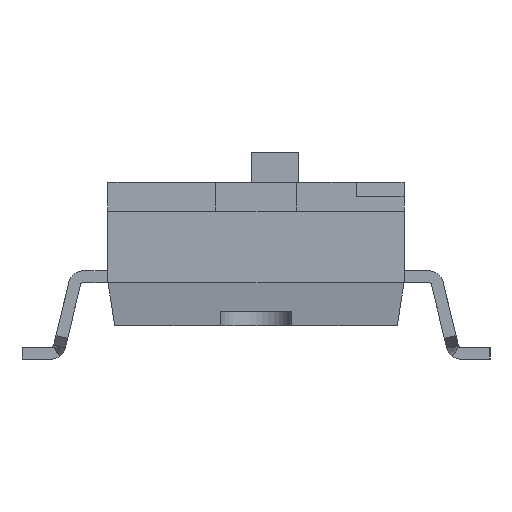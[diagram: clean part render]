
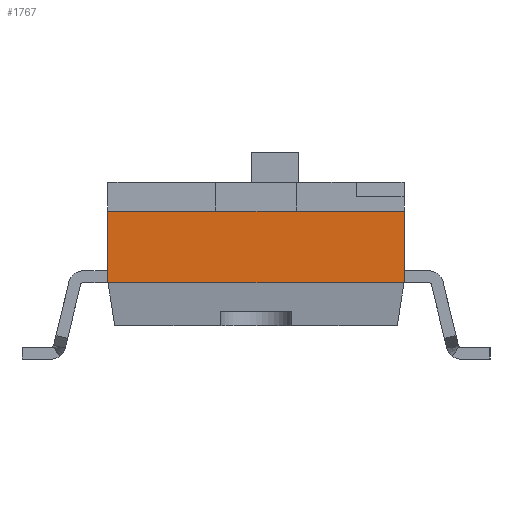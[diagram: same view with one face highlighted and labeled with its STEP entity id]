
A CAD part, left-side view. The second image highlights one B-rep face of the part: STEP entity #1767.
In plain terms, the highlighted planar face has unit normal (-1, 0, 0).
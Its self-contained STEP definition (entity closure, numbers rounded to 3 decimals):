
#1767 = ADVANCED_FACE( '', ( #3502 ), #3503, .T. );
#3502 = FACE_OUTER_BOUND( '', #5406, .T. );
#3503 = PLANE( '', #5407 );
#5406 = EDGE_LOOP( '', ( #9916, #9917, #9918, #9919 ) );
#5407 = AXIS2_PLACEMENT_3D( '', #9920, #9921, #9922 );
#9916 = ORIENTED_EDGE( '', *, *, #13391, .F. );
#9917 = ORIENTED_EDGE( '', *, *, #14105, .F. );
#9918 = ORIENTED_EDGE( '', *, *, #14106, .T. );
#9919 = ORIENTED_EDGE( '', *, *, #13784, .F. );
#9920 = CARTESIAN_POINT( '', ( -11.9, 3.1, -2.4 ) );
#9921 = DIRECTION( '', ( -1., 0., 0. ) );
#9922 = DIRECTION( '', ( 0., 0., 1. ) );
#13391 = EDGE_CURVE( '', #16430, #16432, #16433, .T. );
#13784 = EDGE_CURVE( '', #16432, #16998, #16999, .T. );
#14105 = EDGE_CURVE( '', #16598, #16430, #17428, .T. );
#14106 = EDGE_CURVE( '', #16598, #16998, #17429, .T. );
#16430 = VERTEX_POINT( '', #21075 );
#16432 = VERTEX_POINT( '', #21078 );
#16433 = LINE( '', #21079, #21080 );
#16598 = VERTEX_POINT( '', #21339 );
#16998 = VERTEX_POINT( '', #22150 );
#16999 = LINE( '', #22151, #22152 );
#17428 = LINE( '', #22880, #22881 );
#17429 = LINE( '', #22882, #22883 );
#21075 = CARTESIAN_POINT( '', ( -11.9, 3.1, -1.5 ) );
#21078 = CARTESIAN_POINT( '', ( -11.9, 3.1, 0. ) );
#21079 = CARTESIAN_POINT( '', ( -11.9, 3.1, -2.4 ) );
#21080 = VECTOR( '', #24885, 1000. );
#21339 = CARTESIAN_POINT( '', ( -11.9, -3.1, -1.5 ) );
#22150 = CARTESIAN_POINT( '', ( -11.9, -3.1, 0. ) );
#22151 = CARTESIAN_POINT( '', ( -11.9, 3.1, 0. ) );
#22152 = VECTOR( '', #25149, 1000. );
#22880 = CARTESIAN_POINT( '', ( -11.9, -24.711, -1.5 ) );
#22881 = VECTOR( '', #25380, 1000. );
#22882 = CARTESIAN_POINT( '', ( -11.9, -3.1, -2.4 ) );
#22883 = VECTOR( '', #25381, 1000. );
#24885 = DIRECTION( '', ( 0., 0., 1. ) );
#25149 = DIRECTION( '', ( 0., -1., 0. ) );
#25380 = DIRECTION( '', ( 0., 1., 0. ) );
#25381 = DIRECTION( '', ( 0., 0., 1. ) );
